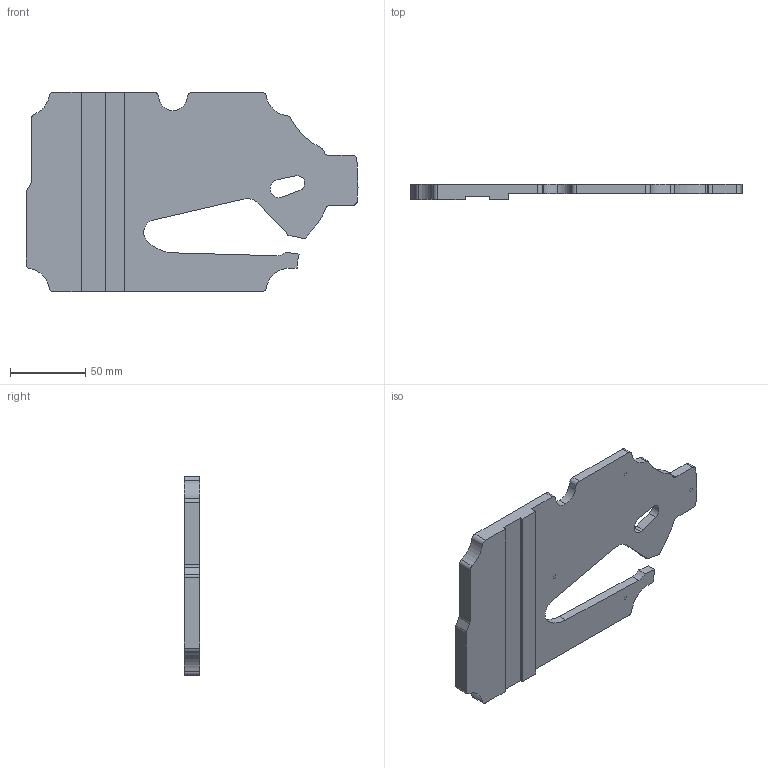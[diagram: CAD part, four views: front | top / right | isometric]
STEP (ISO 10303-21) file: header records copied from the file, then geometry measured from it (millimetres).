
FILE_DESCRIPTION (( 'STEP AP214' ), '1' );
FILE_NAME ('Base Weight.STEP', '2025-07-06T08:34:28', ( '' ), ( '' ), 'SwSTEP 2.0', 'SolidWorks 2025', '' );
FILE_SCHEMA (( 'AUTOMOTIVE_DESIGN' ));
Length unit declared in the file: millimetre
Products named in the file (1): Base Weight
Bounding box: 219.96 x 10 x 132 mm (x, y, z)
Volume: 155377 mm3; surface area: 50316.7 mm2
Topology: 1 solids, 1 shells, 95 faces, 250 edges, 161 vertices
Faces by surface type: cylinder 50, plane 31, cone 14
Entity records: 2988 total; most frequent: DIRECTION 552, CARTESIAN_POINT 505, ORIENTED_EDGE 496, EDGE_CURVE 248, AXIS2_PLACEMENT_3D 208, VERTEX_POINT 161, VECTOR 136, LINE 136
